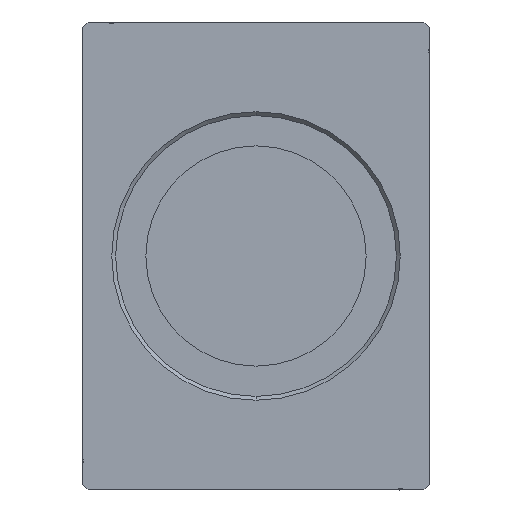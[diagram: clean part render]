
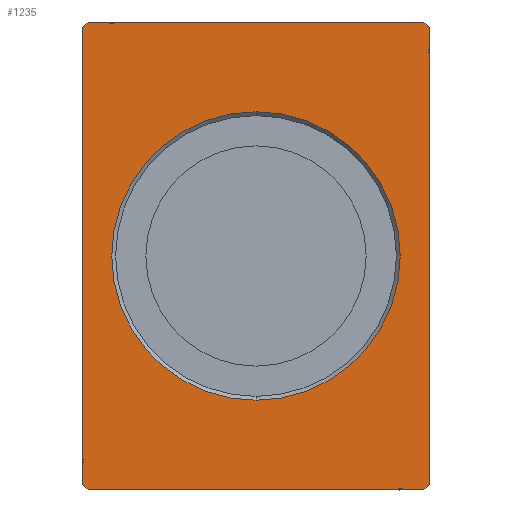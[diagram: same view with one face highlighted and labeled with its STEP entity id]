
A CAD part, left-side view. The second image highlights one B-rep face of the part: STEP entity #1235.
In plain terms, the highlighted planar face has unit normal (-1, 0, 0).
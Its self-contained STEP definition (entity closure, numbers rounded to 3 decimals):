
#333 = LINE ( 'NONE', #31582, #5600 ) ;
#374 = FACE_BOUND ( 'NONE', #26234, .T. ) ;
#543 = DIRECTION ( 'NONE',  ( 0., 0.707, -0.707 ) ) ;
#665 = ORIENTED_EDGE ( 'NONE', *, *, #8212, .T. ) ;
#1235 = ADVANCED_FACE ( 'NONE', ( #374, #12894 ), #9822, .F. ) ;
#1413 = VECTOR ( 'NONE', #34371, 1000. ) ;
#2288 = EDGE_LOOP ( 'NONE', ( #31284, #35188, #37558, #16401, #25988, #29883, #38589, #18554 ) ) ;
#2388 = EDGE_CURVE ( 'NONE', #31853, #13531, #333, .T. ) ;
#3070 = CARTESIAN_POINT ( 'NONE',  ( 0., -30.5, -42.5 ) ) ;
#3653 = DIRECTION ( 'NONE',  ( 1., 0., 0. ) ) ;
#3987 = VECTOR ( 'NONE', #16944, 1000. ) ;
#4622 = EDGE_CURVE ( 'NONE', #13531, #35280, #25178, .T. ) ;
#5542 = EDGE_CURVE ( 'NONE', #37034, #22577, #15785, .T. ) ;
#5600 = VECTOR ( 'NONE', #543, 1000. ) ;
#5993 = CARTESIAN_POINT ( 'NONE',  ( 0., -31.5, -41.5 ) ) ;
#6864 = EDGE_CURVE ( 'NONE', #22577, #31853, #14551, .T. ) ;
#6947 = DIRECTION ( 'NONE',  ( 0., 0., -1. ) ) ;
#7336 = DIRECTION ( 'NONE',  ( 0., 0., -1. ) ) ;
#8076 = ORIENTED_EDGE ( 'NONE', *, *, #12165, .T. ) ;
#8212 = EDGE_CURVE ( 'NONE', #40245, #8298, #12283, .T. ) ;
#8223 = VERTEX_POINT ( 'NONE', #22142 ) ;
#8298 = VERTEX_POINT ( 'NONE', #16992 ) ;
#9822 = PLANE ( 'NONE',  #39751 ) ;
#11517 = CARTESIAN_POINT ( 'NONE',  ( 0., 30.5, 42.5 ) ) ;
#12049 = CARTESIAN_POINT ( 'NONE',  ( 0., 31.5, -41.5 ) ) ;
#12165 = EDGE_CURVE ( 'NONE', #8298, #40245, #15035, .T. ) ;
#12283 = CIRCLE ( 'NONE', #18852, 26.2 ) ;
#12894 = FACE_OUTER_BOUND ( 'NONE', #2288, .T. ) ;
#13523 = CARTESIAN_POINT ( 'NONE',  ( 0., 0., 0. ) ) ;
#13531 = VERTEX_POINT ( 'NONE', #3070 ) ;
#13540 = VECTOR ( 'NONE', #31956, 1000. ) ;
#14055 = LINE ( 'NONE', #16540, #3987 ) ;
#14150 = VERTEX_POINT ( 'NONE', #34421 ) ;
#14551 = LINE ( 'NONE', #21534, #25395 ) ;
#15035 = CIRCLE ( 'NONE', #25517, 26.2 ) ;
#15524 = VECTOR ( 'NONE', #38407, 1000. ) ;
#15785 = LINE ( 'NONE', #24845, #35205 ) ;
#16401 = ORIENTED_EDGE ( 'NONE', *, *, #4622, .F. ) ;
#16412 = LINE ( 'NONE', #25868, #15524 ) ;
#16540 = CARTESIAN_POINT ( 'NONE',  ( 0., 30.5, -42.5 ) ) ;
#16944 = DIRECTION ( 'NONE',  ( 0., 0.707, 0.707 ) ) ;
#16992 = CARTESIAN_POINT ( 'NONE',  ( 0., 0., -26.2 ) ) ;
#18554 = ORIENTED_EDGE ( 'NONE', *, *, #21317, .F. ) ;
#18852 = AXIS2_PLACEMENT_3D ( 'NONE', #35506, #37761, #7336 ) ;
#19268 = CARTESIAN_POINT ( 'NONE',  ( 0., 0., 0. ) ) ;
#20982 = DIRECTION ( 'NONE',  ( 0., -1., 0. ) ) ;
#21317 = EDGE_CURVE ( 'NONE', #14150, #37034, #37006, .T. ) ;
#21534 = CARTESIAN_POINT ( 'NONE',  ( 0., -31.5, 41.5 ) ) ;
#22020 = CARTESIAN_POINT ( 'NONE',  ( 0., 31.5, 41.5 ) ) ;
#22094 = CARTESIAN_POINT ( 'NONE',  ( 0., -30.5, -42.5 ) ) ;
#22142 = CARTESIAN_POINT ( 'NONE',  ( 0., 31.5, 41.5 ) ) ;
#22365 = DIRECTION ( 'NONE',  ( 0., 0., -1. ) ) ;
#22577 = VERTEX_POINT ( 'NONE', #31297 ) ;
#23531 = EDGE_CURVE ( 'NONE', #35280, #34308, #14055, .T. ) ;
#24372 = EDGE_CURVE ( 'NONE', #8223, #14150, #37454, .T. ) ;
#24845 = CARTESIAN_POINT ( 'NONE',  ( 0., -30.5, 42.5 ) ) ;
#25178 = LINE ( 'NONE', #22094, #13540 ) ;
#25395 = VECTOR ( 'NONE', #34074, 1000. ) ;
#25517 = AXIS2_PLACEMENT_3D ( 'NONE', #13523, #34922, #6947 ) ;
#25868 = CARTESIAN_POINT ( 'NONE',  ( 0., 31.5, -41.5 ) ) ;
#25988 = ORIENTED_EDGE ( 'NONE', *, *, #2388, .F. ) ;
#26234 = EDGE_LOOP ( 'NONE', ( #665, #8076 ) ) ;
#29832 = CARTESIAN_POINT ( 'NONE',  ( 0., 0., 26.2 ) ) ;
#29883 = ORIENTED_EDGE ( 'NONE', *, *, #6864, .F. ) ;
#31284 = ORIENTED_EDGE ( 'NONE', *, *, #24372, .F. ) ;
#31297 = CARTESIAN_POINT ( 'NONE',  ( 0., -31.5, 41.5 ) ) ;
#31327 = EDGE_CURVE ( 'NONE', #34308, #8223, #16412, .T. ) ;
#31582 = CARTESIAN_POINT ( 'NONE',  ( 0., -31.5, -41.5 ) ) ;
#31853 = VERTEX_POINT ( 'NONE', #5993 ) ;
#31956 = DIRECTION ( 'NONE',  ( 0., 1., 0. ) ) ;
#32160 = VECTOR ( 'NONE', #20982, 1000. ) ;
#32376 = DIRECTION ( 'NONE',  ( 0., -0.707, -0.707 ) ) ;
#34074 = DIRECTION ( 'NONE',  ( 0., 0., -1. ) ) ;
#34308 = VERTEX_POINT ( 'NONE', #12049 ) ;
#34371 = DIRECTION ( 'NONE',  ( 0., -0.707, 0.707 ) ) ;
#34421 = CARTESIAN_POINT ( 'NONE',  ( 0., 30.5, 42.5 ) ) ;
#34922 = DIRECTION ( 'NONE',  ( 1., 0., 0. ) ) ;
#35188 = ORIENTED_EDGE ( 'NONE', *, *, #31327, .F. ) ;
#35205 = VECTOR ( 'NONE', #32376, 1000. ) ;
#35280 = VERTEX_POINT ( 'NONE', #35322 ) ;
#35322 = CARTESIAN_POINT ( 'NONE',  ( 0., 30.5, -42.5 ) ) ;
#35506 = CARTESIAN_POINT ( 'NONE',  ( 0., 0., 0. ) ) ;
#37006 = LINE ( 'NONE', #11517, #32160 ) ;
#37034 = VERTEX_POINT ( 'NONE', #37257 ) ;
#37257 = CARTESIAN_POINT ( 'NONE',  ( 0., -30.5, 42.5 ) ) ;
#37454 = LINE ( 'NONE', #22020, #1413 ) ;
#37558 = ORIENTED_EDGE ( 'NONE', *, *, #23531, .F. ) ;
#37761 = DIRECTION ( 'NONE',  ( 1., 0., 0. ) ) ;
#38407 = DIRECTION ( 'NONE',  ( 0., 0., 1. ) ) ;
#38589 = ORIENTED_EDGE ( 'NONE', *, *, #5542, .F. ) ;
#39751 = AXIS2_PLACEMENT_3D ( 'NONE', #19268, #3653, #22365 ) ;
#40245 = VERTEX_POINT ( 'NONE', #29832 ) ;
